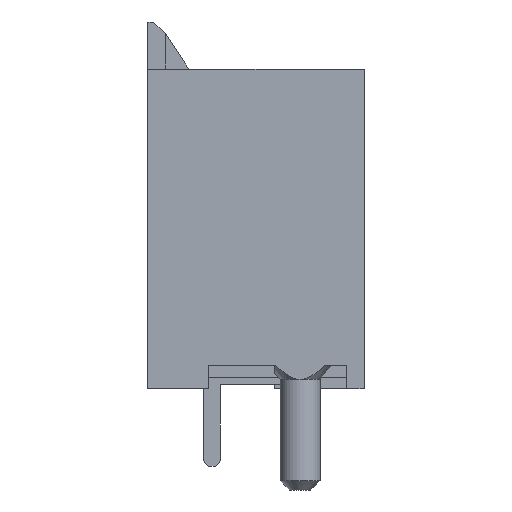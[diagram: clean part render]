
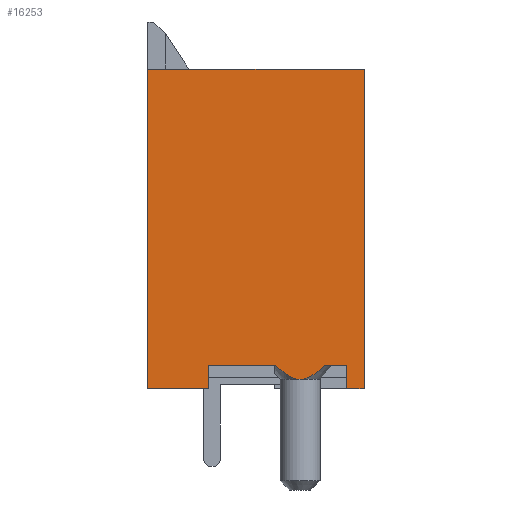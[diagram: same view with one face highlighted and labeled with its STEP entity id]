
A CAD part, left-side view. The second image highlights one B-rep face of the part: STEP entity #16253.
In plain terms, the highlighted planar face has unit normal (-1, 0, 0).
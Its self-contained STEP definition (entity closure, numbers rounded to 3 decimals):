
#26=B_SPLINE_CURVE_WITH_KNOTS('',3,(#22699,#22700,#22701,#22702,#22703,
#22704,#22705,#22706,#22707),.UNSPECIFIED.,.F.,.F.,(4,1,1,1,1,1,4),(0.,
0.25,0.375,0.5,0.625,0.75,1.),.UNSPECIFIED.);
#27=B_SPLINE_CURVE_WITH_KNOTS('',3,(#22709,#22710,#22711,#22712,#22713,
#22714,#22715,#22716,#22717),.UNSPECIFIED.,.F.,.F.,(4,1,1,1,1,1,4),(0.,
0.25,0.375,0.5,0.625,0.75,1.),.UNSPECIFIED.);
#2213=ORIENTED_EDGE('',*,*,#5083,.T.);
#2214=ORIENTED_EDGE('',*,*,#5084,.T.);
#2215=ORIENTED_EDGE('',*,*,#5085,.T.);
#2216=ORIENTED_EDGE('',*,*,#5086,.T.);
#2217=ORIENTED_EDGE('',*,*,#5087,.T.);
#2218=ORIENTED_EDGE('',*,*,#5088,.F.);
#2219=ORIENTED_EDGE('',*,*,#4903,.T.);
#2220=ORIENTED_EDGE('',*,*,#4814,.T.);
#2221=ORIENTED_EDGE('',*,*,#4793,.F.);
#2222=ORIENTED_EDGE('',*,*,#5081,.F.);
#2223=ORIENTED_EDGE('',*,*,#5089,.T.);
#4793=EDGE_CURVE('',#6468,#6469,#7832,.T.);
#4814=EDGE_CURVE('',#6483,#6469,#7849,.T.);
#4903=EDGE_CURVE('',#6541,#6483,#7938,.T.);
#5081=EDGE_CURVE('',#6631,#6468,#8116,.T.);
#5083=EDGE_CURVE('',#6632,#6633,#8118,.T.);
#5084=EDGE_CURVE('',#6633,#6634,#26,.T.);
#5085=EDGE_CURVE('',#6634,#6635,#27,.T.);
#5086=EDGE_CURVE('',#6635,#6636,#8119,.T.);
#5087=EDGE_CURVE('',#6636,#6637,#8120,.T.);
#5088=EDGE_CURVE('',#6541,#6637,#8121,.T.);
#5089=EDGE_CURVE('',#6631,#6632,#8122,.T.);
#6468=VERTEX_POINT('',#22126);
#6469=VERTEX_POINT('',#22128);
#6483=VERTEX_POINT('',#22168);
#6541=VERTEX_POINT('',#22324);
#6631=VERTEX_POINT('',#22692);
#6632=VERTEX_POINT('',#22697);
#6633=VERTEX_POINT('',#22698);
#6634=VERTEX_POINT('',#22708);
#6635=VERTEX_POINT('',#22718);
#6636=VERTEX_POINT('',#22720);
#6637=VERTEX_POINT('',#22722);
#7832=LINE('',#22127,#9376);
#7849=LINE('',#22167,#9393);
#7938=LINE('',#22323,#9482);
#8116=LINE('',#22693,#9660);
#8118=LINE('',#22696,#9662);
#8119=LINE('',#22719,#9663);
#8120=LINE('',#22721,#9664);
#8121=LINE('',#22723,#9665);
#8122=LINE('',#22724,#9666);
#9376=VECTOR('',#18433,1000.);
#9393=VECTOR('',#18468,1000.);
#9482=VECTOR('',#18575,1000.);
#9660=VECTOR('',#18955,1000.);
#9662=VECTOR('',#18959,1000.);
#9663=VECTOR('',#18960,1000.);
#9664=VECTOR('',#18961,1000.);
#9665=VECTOR('',#18962,1000.);
#9666=VECTOR('',#18963,1000.);
#10484=EDGE_LOOP('',(#2213,#2214,#2215,#2216,#2217,#2218,#2219,#2220,#2221,
#2222,#2223));
#11087=FACE_BOUND('',#10484,.T.);
#11674=PLANE('',#16857);
#16253=ADVANCED_FACE('',(#11087),#11674,.F.);
#16857=AXIS2_PLACEMENT_3D('',#22695,#18957,#18958);
#18433=DIRECTION('',(0.,-1.,0.));
#18468=DIRECTION('',(0.,0.,1.));
#18575=DIRECTION('',(0.,-1.,0.));
#18955=DIRECTION('',(0.,0.,1.));
#18957=DIRECTION('',(1.,0.,0.));
#18958=DIRECTION('',(0.,0.,-1.));
#18959=DIRECTION('',(0.,0.,-1.));
#18960=DIRECTION('',(0.,0.,-1.));
#18961=DIRECTION('',(0.,1.,0.));
#18962=DIRECTION('',(0.,0.,1.));
#18963=DIRECTION('',(0.,-1.,0.));
#22126=CARTESIAN_POINT('',(-15.85,13.6,4.6));
#22127=CARTESIAN_POINT('',(-15.85,13.6,4.6));
#22128=CARTESIAN_POINT('',(-15.85,0.,4.6));
#22167=CARTESIAN_POINT('',(-15.85,0.,-4.6));
#22168=CARTESIAN_POINT('',(-15.85,0.,-4.6));
#22323=CARTESIAN_POINT('',(-15.85,13.6,-4.6));
#22324=CARTESIAN_POINT('',(-15.85,13.6,-4.6));
#22692=CARTESIAN_POINT('',(-15.85,13.6,2.));
#22693=CARTESIAN_POINT('',(-15.85,13.6,-4.6));
#22695=CARTESIAN_POINT('',(-15.85,13.6,-4.6));
#22696=CARTESIAN_POINT('',(-15.85,12.6,-0.8));
#22697=CARTESIAN_POINT('',(-15.85,12.6,2.));
#22698=CARTESIAN_POINT('',(-15.85,12.6,-0.826));
#22699=CARTESIAN_POINT('',(-15.85,12.6,-0.826));
#22700=CARTESIAN_POINT('',(-15.85,12.684,-0.916));
#22701=CARTESIAN_POINT('',(-15.85,12.793,-1.04));
#22702=CARTESIAN_POINT('',(-15.85,12.916,-1.197));
#22703=CARTESIAN_POINT('',(-15.85,12.976,-1.277));
#22704=CARTESIAN_POINT('',(-15.85,13.087,-1.457));
#22705=CARTESIAN_POINT('',(-15.85,13.171,-1.648));
#22706=CARTESIAN_POINT('',(-15.85,13.2,-1.788));
#22707=CARTESIAN_POINT('',(-15.85,13.2,-1.875));
#22708=CARTESIAN_POINT('',(-15.85,13.2,-1.875));
#22709=CARTESIAN_POINT('',(-15.85,13.2,-1.875));
#22710=CARTESIAN_POINT('',(-15.85,13.2,-1.96));
#22711=CARTESIAN_POINT('',(-15.85,13.172,-2.098));
#22712=CARTESIAN_POINT('',(-15.85,13.089,-2.288));
#22713=CARTESIAN_POINT('',(-15.85,12.982,-2.464));
#22714=CARTESIAN_POINT('',(-15.85,12.922,-2.546));
#22715=CARTESIAN_POINT('',(-15.85,12.798,-2.705));
#22716=CARTESIAN_POINT('',(-15.85,12.686,-2.831));
#22717=CARTESIAN_POINT('',(-15.85,12.6,-2.924));
#22718=CARTESIAN_POINT('',(-15.85,12.6,-2.924));
#22719=CARTESIAN_POINT('',(-15.85,12.6,-0.8));
#22720=CARTESIAN_POINT('',(-15.85,12.6,-3.85));
#22721=CARTESIAN_POINT('',(-15.85,12.6,-3.85));
#22722=CARTESIAN_POINT('',(-15.85,13.6,-3.85));
#22723=CARTESIAN_POINT('',(-15.85,13.6,-4.6));
#22724=CARTESIAN_POINT('',(-15.85,12.6,2.));
